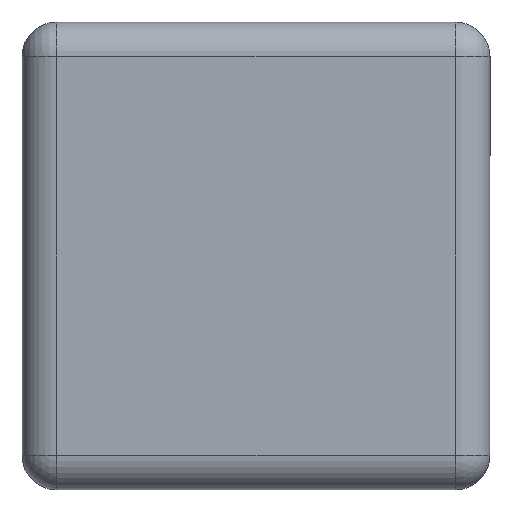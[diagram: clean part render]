
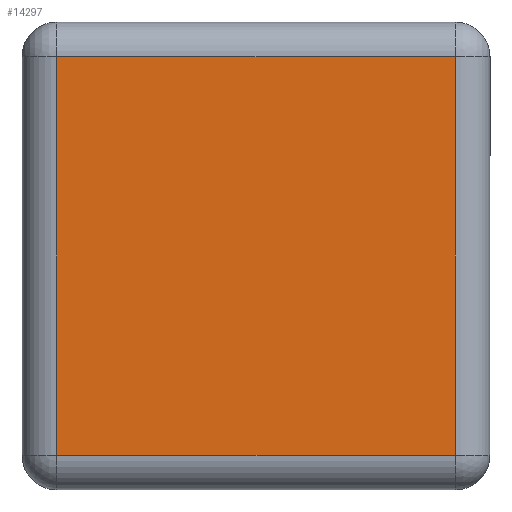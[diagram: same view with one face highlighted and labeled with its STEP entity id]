
A CAD part, left-side view. The second image highlights one B-rep face of the part: STEP entity #14297.
In plain terms, the highlighted planar face has unit normal (-1, 0, 0).
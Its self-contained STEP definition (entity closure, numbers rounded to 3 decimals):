
#106 = VECTOR ( 'NONE', #2013, 1000. ) ;
#151 = ORIENTED_EDGE ( 'NONE', *, *, #15519, .T. ) ;
#229 = CARTESIAN_POINT ( 'NONE',  ( -3.1, -1.35, -1.15 ) ) ;
#320 = VERTEX_POINT ( 'NONE', #554 ) ;
#418 = CARTESIAN_POINT ( 'NONE',  ( -3.1, 1.15, -1.15 ) ) ;
#554 = CARTESIAN_POINT ( 'NONE',  ( -3.1, 1.15, 1.15 ) ) ;
#2013 = DIRECTION ( 'NONE',  ( 0., 0., 1. ) ) ;
#2397 = CARTESIAN_POINT ( 'NONE',  ( -3.1, 1.35, 1.15 ) ) ;
#2909 = ORIENTED_EDGE ( 'NONE', *, *, #13982, .T. ) ;
#3102 = EDGE_LOOP ( 'NONE', ( #11343, #2909, #15572, #151 ) ) ;
#3111 = FACE_OUTER_BOUND ( 'NONE', #3102, .T. ) ;
#3227 = CARTESIAN_POINT ( 'NONE',  ( -3.1, -1.15, 1.35 ) ) ;
#4515 = AXIS2_PLACEMENT_3D ( 'NONE', #6858, #12094, #10796 ) ;
#4546 = CARTESIAN_POINT ( 'NONE',  ( -3.1, -1.15, -1.15 ) ) ;
#4677 = VERTEX_POINT ( 'NONE', #4546 ) ;
#5649 = PLANE ( 'NONE',  #4515 ) ;
#6189 = LINE ( 'NONE', #2397, #15470 ) ;
#6858 = CARTESIAN_POINT ( 'NONE',  ( -3.1, 0., 0. ) ) ;
#7318 = EDGE_CURVE ( 'NONE', #16846, #320, #6189, .T. ) ;
#7898 = VECTOR ( 'NONE', #13349, 1000. ) ;
#8049 = VERTEX_POINT ( 'NONE', #418 ) ;
#8682 = CARTESIAN_POINT ( 'NONE',  ( -3.1, -1.15, 1.15 ) ) ;
#9570 = CARTESIAN_POINT ( 'NONE',  ( -3.1, 1.15, -1.35 ) ) ;
#9622 = DIRECTION ( 'NONE',  ( 0., -1., 0. ) ) ;
#10796 = DIRECTION ( 'NONE',  ( 0., 0., -1. ) ) ;
#11343 = ORIENTED_EDGE ( 'NONE', *, *, #13109, .T. ) ;
#12039 = LINE ( 'NONE', #229, #13758 ) ;
#12094 = DIRECTION ( 'NONE',  ( 1., 0., 0. ) ) ;
#12225 = LINE ( 'NONE', #9570, #7898 ) ;
#12551 = DIRECTION ( 'NONE',  ( 0., 1., 0. ) ) ;
#13109 = EDGE_CURVE ( 'NONE', #8049, #4677, #12039, .T. ) ;
#13349 = DIRECTION ( 'NONE',  ( 0., 0., -1. ) ) ;
#13561 = LINE ( 'NONE', #3227, #106 ) ;
#13758 = VECTOR ( 'NONE', #9622, 1000. ) ;
#13982 = EDGE_CURVE ( 'NONE', #4677, #16846, #13561, .T. ) ;
#14297 = ADVANCED_FACE ( 'NONE', ( #3111 ), #5649, .F. ) ;
#15470 = VECTOR ( 'NONE', #12551, 1000. ) ;
#15519 = EDGE_CURVE ( 'NONE', #320, #8049, #12225, .T. ) ;
#15572 = ORIENTED_EDGE ( 'NONE', *, *, #7318, .T. ) ;
#16846 = VERTEX_POINT ( 'NONE', #8682 ) ;
